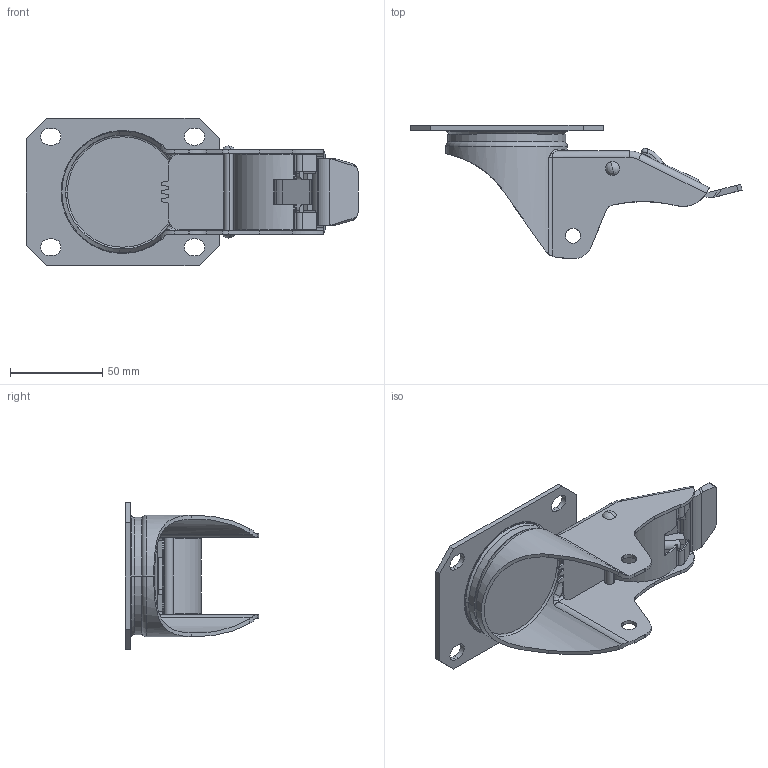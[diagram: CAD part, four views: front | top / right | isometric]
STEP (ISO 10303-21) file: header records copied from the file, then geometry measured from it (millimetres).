
FILE_DESCRIPTION (( 'STEP AP214' ), '1' );
FILE_NAME ('0049132_BM-L-080-3-DSN-schwarz_(A-01).step', '2019-09-30T09:50:25', ( '' ), ( '' ), 'SwSTEP 2.0', 'SolidWorks 2018', '' );
FILE_SCHEMA (( 'AUTOMOTIVE_DESIGN' ));
Length unit declared in the file: millimetre
Products named in the file (1): 0049132_BM-L-080-3-DSN-schwarz_(A-01)
Bounding box: 180.31 x 72.53 x 80 mm (x, y, z)
Volume: 74328.9 mm3; surface area: 64781.7 mm2
Topology: 6 solids, 6 shells, 322 faces, 841 edges, 530 vertices
Faces by surface type: cylinder 136, plane 118, torus 38, bspline 20, cone 10
Entity records: 14664 total; most frequent: CARTESIAN_POINT 3110, DIRECTION 1699, ORIENTED_EDGE 1658, EDGE_CURVE 829, AXIS2_PLACEMENT_3D 649, VERTEX_POINT 530, VECTOR 401, LINE 401
